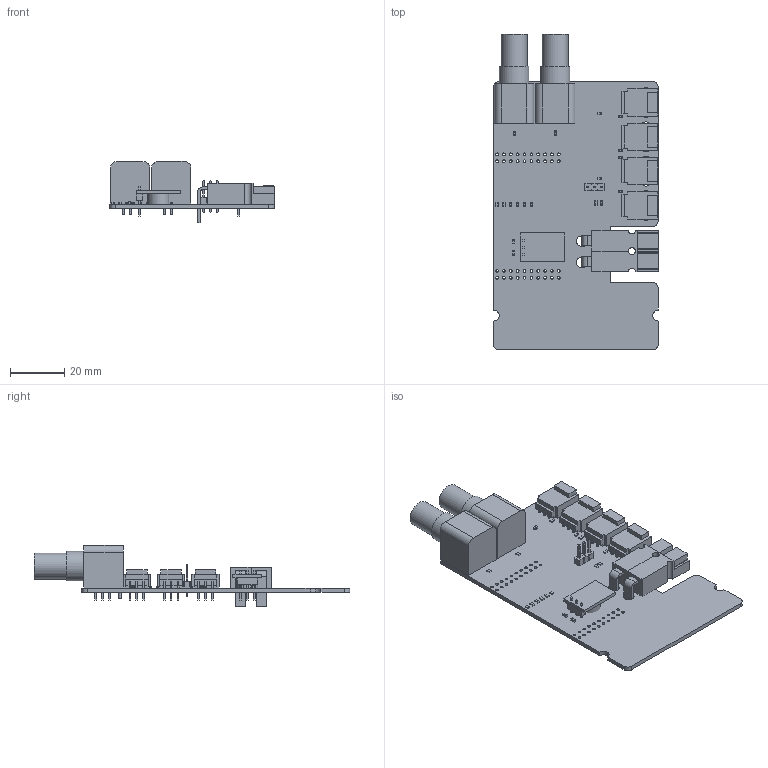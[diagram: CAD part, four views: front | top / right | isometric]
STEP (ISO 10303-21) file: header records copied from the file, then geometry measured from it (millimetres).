
FILE_DESCRIPTION(('KiCad electronic assembly'),'2;1');
FILE_NAME('CameraBoard_Hardware.step','2019-02-15T17:40:28',('An Author' ),('A Company'),'Open CASCADE STEP processor 6.8', 'KiCad to STEP converter','Unknown');
FILE_SCHEMA(('AUTOMOTIVE_DESIGN_CC2 { 1 2 10303 214 -1 1 5 4 }'));
Length unit declared in the file: millimetre
Products named in the file (18): Open CASCADE STEP translator 6.8 1; Socket_Strip_Straight_2x10_Pitch2.54mm; Anderson_2_Horizontal_Side_by_Side; COMPOUND; R_0603; SOLID; C_0603; LED_0603; Molex_SL_03_Horizontal; Pin_Header_Straight_1x03_Pitch2.54mm; OKI; BNC_Horizontal
Assembly tree (43 placements, depth 3):
  Open CASCADE STEP translator 6.8 1
    Socket_Strip_Straight_2x10_Pitch2.54mm  x2
    Anderson_2_Horizontal_Side_by_Side
      COMPOUND
    R_0603  x14
      SOLID
    C_0603  x4
      SOLID
    LED_0603  x6
    Molex_SL_03_Horizontal  x4
      SOLID
    Pin_Header_Straight_1x03_Pitch2.54mm
      SOLID
    OKI
      SOLID
    BNC_Horizontal  x2
      SOLID
    COMPOUND
Bounding box: 60.99 x 116.87 x 22.61 mm (x, y, z)
Volume: 22551.5 mm3; surface area: 23097.6 mm2
Topology: 29 solids, 32 shells, 1072 faces, 2847 edges, 1890 vertices
Faces by surface type: plane 801, cylinder 271
Full cylindrical faces by diameter (mm): 0.762 x12, 0.889 x11, 1 x43, 2.642 x4, 3.45 x8, 3.665 x2, 4.06 x2, 7.874 x1, 8.114 x2, 9.601 x2, 10.922 x2
Entity records: 33887 total; most frequent: CARTESIAN_POINT 8904, DIRECTION 4146, LINE 2670, VECTOR 2670, ORIENTED_EDGE 2208, PCURVE 2202, DEFINITIONAL_REPRESENTATION 2202, EDGE_CURVE 1101
